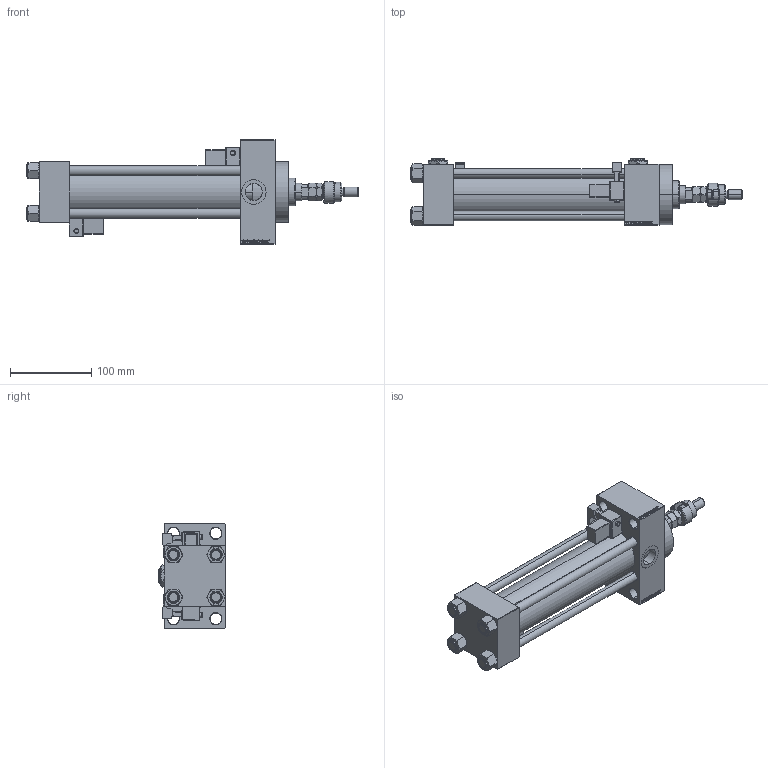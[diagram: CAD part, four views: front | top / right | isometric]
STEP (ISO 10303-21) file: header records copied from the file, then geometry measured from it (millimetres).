
FILE_DESCRIPTION (( 'STEP AP203' ), '1' );
FILE_NAME ('1d2b.STEP', '2022-04-15T22:23:04', ( '' ), ( '' ), 'SwSTEP 2.0', 'SolidWorks 2019', '' );
FILE_SCHEMA (( 'CONFIG_CONTROL_DESIGN' ));
Length unit declared in the file: millimetre
Products named in the file (11): 1d2b; V215CR_VCP_D 2324052d5564be8eb620b608a80bde45; V215CR_MSU 2324052d5564be8eb620b608a80bde45; MFA 2324052d5564be8eb620b608a80bde45; FEMALE_PART_FOR_DFA 2324052d5564be8eb620b608a80bde45; V215CR_D_Body 2324052d5564be8eb620b608a80bde45; V215_VC_A 2324052d5564be8eb620b608a80bde45; NUT_M5_D 2324052d5564be8eb620b608a80bde45; DFA 2324052d5564be8eb620b608a80bde45; Zatka_pro_OIL_PORT 2324052d5564be8eb620b608a80bde45; V215CR_D_TYCINKA 2324052d5564be8eb620b608a80bde45
Assembly tree (18 placements, depth 3):
  1d2b
    V215CR_D_Body 2324052d5564be8eb620b608a80bde45
    V215CR_VCP_D 2324052d5564be8eb620b608a80bde45
    NUT_M5_D 2324052d5564be8eb620b608a80bde45  x4
    V215CR_D_TYCINKA 2324052d5564be8eb620b608a80bde45  x4
    V215_VC_A 2324052d5564be8eb620b608a80bde45
    DFA 2324052d5564be8eb620b608a80bde45
      FEMALE_PART_FOR_DFA 2324052d5564be8eb620b608a80bde45
      MFA 2324052d5564be8eb620b608a80bde45
    V215CR_MSU 2324052d5564be8eb620b608a80bde45  x2
    Zatka_pro_OIL_PORT 2324052d5564be8eb620b608a80bde45  x2
Bounding box: 408 x 82.27 x 128 mm (x, y, z)
Volume: 1063903.8 mm3; surface area: 272435.9 mm2
Topology: 17 solids, 17 shells, 1451 faces, 3544 edges, 2232 vertices
Faces by surface type: plane 633, bspline 368, cone 226, cylinder 176, torus 24, sphere 24
Entity records: 54532 total; most frequent: CARTESIAN_POINT 26822, ORIENTED_EDGE 6006, DIRECTION 4261, EDGE_CURVE 3003, VERTEX_POINT 1934, VECTOR 1715, LINE 1715, EDGE_LOOP 1359
